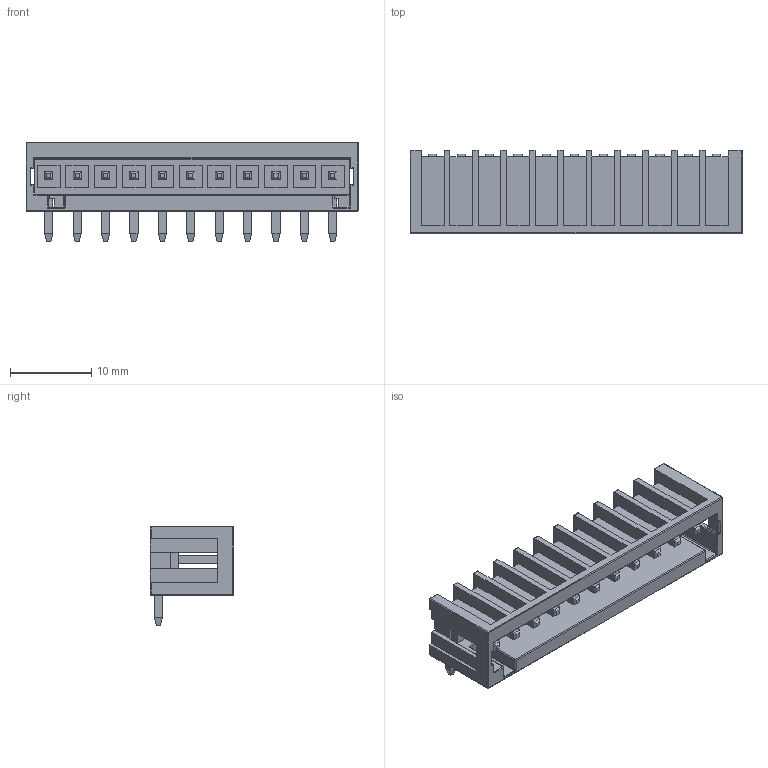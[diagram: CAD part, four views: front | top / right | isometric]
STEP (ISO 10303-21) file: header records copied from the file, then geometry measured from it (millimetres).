
FILE_DESCRIPTION(/* description */ ('model of Wago_734-171_1x11_P3.50mm_Horizontal'),/* implementation_level */ '2;1');
FILE_NAME(/* name */ 'Wago_734-171_1x11_P3.50mm_Horizontal.step',/* time_stamp */ '2020-11-11T11:49:28',/* author */ ('kicad StepUp','ksu'),/* organization */ ('FreeCAD'),/* preprocessor_version */ 'OCC',/* originating_system */ 'kicad StepUp',/* authorisation */ '');
FILE_SCHEMA(('AUTOMOTIVE_DESIGN { 1 0 10303 214 1 1 1 1 }'));
Length unit declared in the file: millimetre
Products named in the file (1): Wago_734_171_1x11_P350mm_Horizontal
Bounding box: 40.9 x 10.3 x 12.3 mm (x, y, z)
Volume: 1471.9 mm3; surface area: 3663.3 mm2
Topology: 1 solids, 1 shells, 561 faces, 1468 edges, 903 vertices
Faces by surface type: plane 423, cylinder 98, sphere 21, torus 19
Entity records: 20792 total; most frequent: CARTESIAN_POINT 3088, ORIENTED_EDGE 2894, DIRECTION 2778, EDGE_CURVE 1447, LINE 1224, VECTOR 1224, VERTEX_POINT 903, AXIS2_PLACEMENT_3D 777
